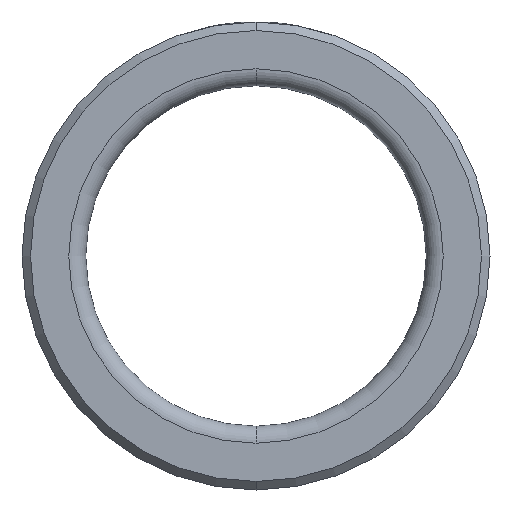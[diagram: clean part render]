
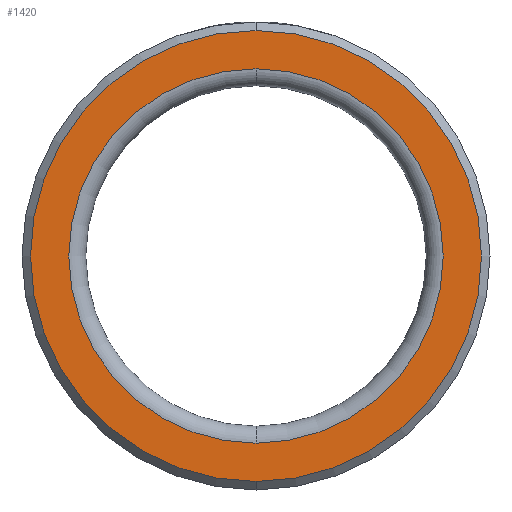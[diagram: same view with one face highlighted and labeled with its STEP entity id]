
A CAD part, front view. The second image highlights one B-rep face of the part: STEP entity #1420.
In plain terms, the highlighted planar face has unit normal (0, -1, 0).
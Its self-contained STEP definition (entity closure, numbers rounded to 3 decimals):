
#41 = VERTEX_POINT ( 'NONE', #1410 ) ;
#82 = AXIS2_PLACEMENT_3D ( 'NONE', #544, #1419, #676 ) ;
#153 = CIRCLE ( 'NONE', #1378, 22. ) ;
#226 = ORIENTED_EDGE ( 'NONE', *, *, #1329, .F. ) ;
#318 = CARTESIAN_POINT ( 'NONE',  ( 0., 0., 0. ) ) ;
#329 = DIRECTION ( 'NONE',  ( 0., -1., 0. ) ) ;
#365 = AXIS2_PLACEMENT_3D ( 'NONE', #318, #1187, #435 ) ;
#398 = EDGE_CURVE ( 'NONE', #41, #581, #660, .T. ) ;
#402 = AXIS2_PLACEMENT_3D ( 'NONE', #1484, #731, #1609 ) ;
#420 = CIRCLE ( 'NONE', #82, 26.5 ) ;
#427 = EDGE_LOOP ( 'NONE', ( #1522, #226 ) ) ;
#435 = DIRECTION ( 'NONE',  ( 0., 0., -1. ) ) ;
#464 = PLANE ( 'NONE',  #601 ) ;
#498 = VERTEX_POINT ( 'NONE', #1113 ) ;
#544 = CARTESIAN_POINT ( 'NONE',  ( 0., 0., 0. ) ) ;
#566 = CIRCLE ( 'NONE', #402, 26.5 ) ;
#581 = VERTEX_POINT ( 'NONE', #1535 ) ;
#596 = DIRECTION ( 'NONE',  ( 0., 0., 1. ) ) ;
#601 = AXIS2_PLACEMENT_3D ( 'NONE', #969, #1343, #596 ) ;
#627 = EDGE_CURVE ( 'NONE', #498, #1224, #420, .T. ) ;
#660 = CIRCLE ( 'NONE', #365, 22. ) ;
#676 = DIRECTION ( 'NONE',  ( 0., 0., -1. ) ) ;
#731 = DIRECTION ( 'NONE',  ( 0., -1., 0. ) ) ;
#744 = EDGE_CURVE ( 'NONE', #1224, #498, #566, .T. ) ;
#750 = ORIENTED_EDGE ( 'NONE', *, *, #744, .T. ) ;
#782 = ORIENTED_EDGE ( 'NONE', *, *, #627, .T. ) ;
#820 = CARTESIAN_POINT ( 'NONE',  ( 0., 0., 26.5 ) ) ;
#969 = CARTESIAN_POINT ( 'NONE',  ( -26.5, 0., 0. ) ) ;
#1070 = CARTESIAN_POINT ( 'NONE',  ( 0., 0., 0. ) ) ;
#1090 = FACE_OUTER_BOUND ( 'NONE', #1133, .T. ) ;
#1113 = CARTESIAN_POINT ( 'NONE',  ( 0., 0., -26.5 ) ) ;
#1133 = EDGE_LOOP ( 'NONE', ( #750, #782 ) ) ;
#1187 = DIRECTION ( 'NONE',  ( 0., -1., 0. ) ) ;
#1194 = DIRECTION ( 'NONE',  ( 0., 0., -1. ) ) ;
#1224 = VERTEX_POINT ( 'NONE', #820 ) ;
#1329 = EDGE_CURVE ( 'NONE', #581, #41, #153, .T. ) ;
#1343 = DIRECTION ( 'NONE',  ( 0., 1., 0. ) ) ;
#1377 = FACE_BOUND ( 'NONE', #427, .T. ) ;
#1378 = AXIS2_PLACEMENT_3D ( 'NONE', #1070, #329, #1194 ) ;
#1410 = CARTESIAN_POINT ( 'NONE',  ( 0., 0., -22. ) ) ;
#1419 = DIRECTION ( 'NONE',  ( 0., -1., 0. ) ) ;
#1420 = ADVANCED_FACE ( 'NONE', ( #1377, #1090 ), #464, .F. ) ;
#1484 = CARTESIAN_POINT ( 'NONE',  ( 0., 0., 0. ) ) ;
#1522 = ORIENTED_EDGE ( 'NONE', *, *, #398, .F. ) ;
#1535 = CARTESIAN_POINT ( 'NONE',  ( 0., 0., 22. ) ) ;
#1609 = DIRECTION ( 'NONE',  ( 0., 0., -1. ) ) ;
